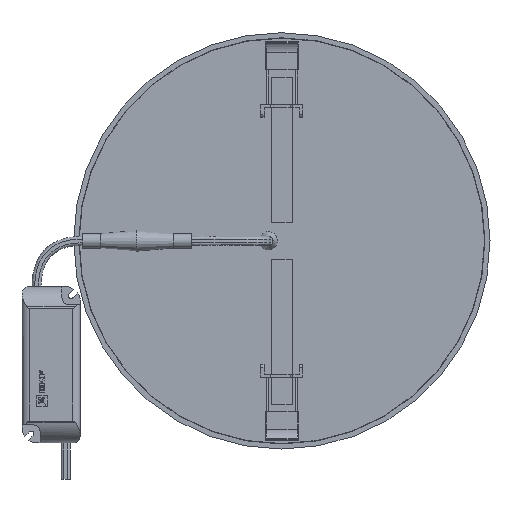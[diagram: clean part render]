
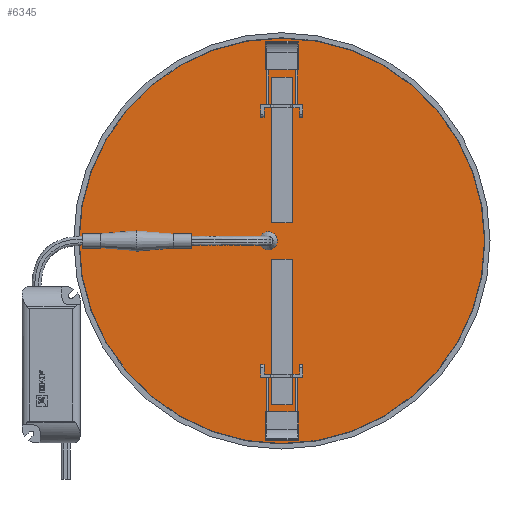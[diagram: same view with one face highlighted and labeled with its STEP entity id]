
A CAD part, front view. The second image highlights one B-rep face of the part: STEP entity #6345.
In plain terms, the highlighted planar face has unit normal (0, -1, 0).
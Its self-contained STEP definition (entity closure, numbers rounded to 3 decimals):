
#34 = CARTESIAN_POINT ( 'NONE',  ( 5.75, 0.6, -90. ) ) ;
#129 = DIRECTION ( 'NONE',  ( 0., 0., -1. ) ) ;
#163 = DIRECTION ( 'NONE',  ( 0., 0., 1. ) ) ;
#164 = FACE_BOUND ( 'NONE', #7705, .T. ) ;
#179 = VECTOR ( 'NONE', #163, 1000. ) ;
#182 = CARTESIAN_POINT ( 'NONE',  ( 5.75, 0.6, 10. ) ) ;
#186 = VECTOR ( 'NONE', #3464, 1000. ) ;
#204 = VERTEX_POINT ( 'NONE', #6055 ) ;
#209 = LINE ( 'NONE', #3240, #926 ) ;
#452 = DIRECTION ( 'NONE',  ( 0., 0., 1. ) ) ;
#515 = ORIENTED_EDGE ( 'NONE', *, *, #4953, .F. ) ;
#857 = FACE_OUTER_BOUND ( 'NONE', #4472, .T. ) ;
#926 = VECTOR ( 'NONE', #2667, 1000. ) ;
#1142 = EDGE_CURVE ( 'NONE', #2450, #2745, #7739, .T. ) ;
#1301 = EDGE_CURVE ( 'NONE', #5184, #204, #209, .T. ) ;
#1491 = FACE_BOUND ( 'NONE', #4592, .T. ) ;
#1513 = CARTESIAN_POINT ( 'NONE',  ( 5.75, 0.6, -10. ) ) ;
#1585 = EDGE_CURVE ( 'NONE', #3605, #3069, #3955, .T. ) ;
#2007 = PLANE ( 'NONE',  #5843 ) ;
#2014 = ORIENTED_EDGE ( 'NONE', *, *, #3211, .F. ) ;
#2085 = EDGE_CURVE ( 'NONE', #2745, #2781, #3170, .T. ) ;
#2348 = ORIENTED_EDGE ( 'NONE', *, *, #3139, .F. ) ;
#2372 = VECTOR ( 'NONE', #5740, 1000. ) ;
#2450 = VERTEX_POINT ( 'NONE', #2766 ) ;
#2549 = CARTESIAN_POINT ( 'NONE',  ( 111.5, 0.6, 0. ) ) ;
#2632 = DIRECTION ( 'NONE',  ( 0., 1., 0. ) ) ;
#2667 = DIRECTION ( 'NONE',  ( -1., 0., 0. ) ) ;
#2745 = VERTEX_POINT ( 'NONE', #1513 ) ;
#2766 = CARTESIAN_POINT ( 'NONE',  ( 5.75, 0.6, -90. ) ) ;
#2781 = VERTEX_POINT ( 'NONE', #5563 ) ;
#2854 = LINE ( 'NONE', #6480, #2372 ) ;
#3069 = VERTEX_POINT ( 'NONE', #182 ) ;
#3091 = DIRECTION ( 'NONE',  ( 0., -1., 0. ) ) ;
#3139 = EDGE_CURVE ( 'NONE', #3724, #2450, #7272, .T. ) ;
#3170 = LINE ( 'NONE', #5043, #6093 ) ;
#3197 = ORIENTED_EDGE ( 'NONE', *, *, #1142, .F. ) ;
#3211 = EDGE_CURVE ( 'NONE', #3069, #5184, #3404, .T. ) ;
#3240 = CARTESIAN_POINT ( 'NONE',  ( -5.75, 0.6, 90. ) ) ;
#3241 = DIRECTION ( 'NONE',  ( 1., 0., 0. ) ) ;
#3401 = CIRCLE ( 'NONE', #6432, 111.5 ) ;
#3404 = LINE ( 'NONE', #6969, #4789 ) ;
#3464 = DIRECTION ( 'NONE',  ( 1., 0., 0. ) ) ;
#3599 = ORIENTED_EDGE ( 'NONE', *, *, #7534, .F. ) ;
#3605 = VERTEX_POINT ( 'NONE', #7683 ) ;
#3629 = ORIENTED_EDGE ( 'NONE', *, *, #4565, .F. ) ;
#3724 = VERTEX_POINT ( 'NONE', #7757 ) ;
#3725 = CARTESIAN_POINT ( 'NONE',  ( -5.75, 0.6, -90. ) ) ;
#3955 = LINE ( 'NONE', #7571, #186 ) ;
#4293 = DIRECTION ( 'NONE',  ( 1., 0., 0. ) ) ;
#4335 = DIRECTION ( 'NONE',  ( -1., 0., 0. ) ) ;
#4401 = ORIENTED_EDGE ( 'NONE', *, *, #1301, .F. ) ;
#4472 = EDGE_LOOP ( 'NONE', ( #3629 ) ) ;
#4565 = EDGE_CURVE ( 'NONE', #7411, #7411, #3401, .T. ) ;
#4592 = EDGE_LOOP ( 'NONE', ( #515, #5024, #3197, #2348 ) ) ;
#4745 = CARTESIAN_POINT ( 'NONE',  ( 5.75, 0.6, 90. ) ) ;
#4789 = VECTOR ( 'NONE', #452, 1000. ) ;
#4953 = EDGE_CURVE ( 'NONE', #2781, #3724, #5507, .T. ) ;
#5024 = ORIENTED_EDGE ( 'NONE', *, *, #2085, .F. ) ;
#5032 = CARTESIAN_POINT ( 'NONE',  ( -111.5, 0.6, 0. ) ) ;
#5043 = CARTESIAN_POINT ( 'NONE',  ( -5.75, 0.6, -10. ) ) ;
#5161 = DIRECTION ( 'NONE',  ( -1., 0., 0. ) ) ;
#5184 = VERTEX_POINT ( 'NONE', #4745 ) ;
#5507 = LINE ( 'NONE', #3725, #7187 ) ;
#5563 = CARTESIAN_POINT ( 'NONE',  ( -5.75, 0.6, -10. ) ) ;
#5740 = DIRECTION ( 'NONE',  ( 0., 0., -1. ) ) ;
#5843 = AXIS2_PLACEMENT_3D ( 'NONE', #2549, #3091, #3241 ) ;
#6055 = CARTESIAN_POINT ( 'NONE',  ( -5.75, 0.6, 90. ) ) ;
#6093 = VECTOR ( 'NONE', #5161, 1000. ) ;
#6309 = ORIENTED_EDGE ( 'NONE', *, *, #1585, .F. ) ;
#6345 = ADVANCED_FACE ( 'NONE', ( #164, #1491, #857 ), #2007, .T. ) ;
#6432 = AXIS2_PLACEMENT_3D ( 'NONE', #6683, #2632, #4335 ) ;
#6480 = CARTESIAN_POINT ( 'NONE',  ( -5.75, 0.6, 90. ) ) ;
#6683 = CARTESIAN_POINT ( 'NONE',  ( 0., 0.6, 0. ) ) ;
#6737 = CARTESIAN_POINT ( 'NONE',  ( -5.75, 0.6, -90. ) ) ;
#6969 = CARTESIAN_POINT ( 'NONE',  ( 5.75, 0.6, 90. ) ) ;
#7187 = VECTOR ( 'NONE', #129, 1000. ) ;
#7272 = LINE ( 'NONE', #6737, #7431 ) ;
#7411 = VERTEX_POINT ( 'NONE', #5032 ) ;
#7431 = VECTOR ( 'NONE', #4293, 1000. ) ;
#7534 = EDGE_CURVE ( 'NONE', #204, #3605, #2854, .T. ) ;
#7571 = CARTESIAN_POINT ( 'NONE',  ( -5.75, 0.6, 10. ) ) ;
#7683 = CARTESIAN_POINT ( 'NONE',  ( -5.75, 0.6, 10. ) ) ;
#7705 = EDGE_LOOP ( 'NONE', ( #3599, #4401, #2014, #6309 ) ) ;
#7739 = LINE ( 'NONE', #34, #179 ) ;
#7757 = CARTESIAN_POINT ( 'NONE',  ( -5.75, 0.6, -90. ) ) ;
